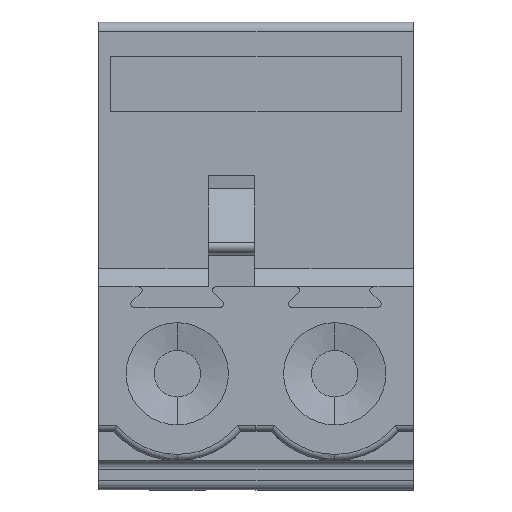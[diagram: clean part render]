
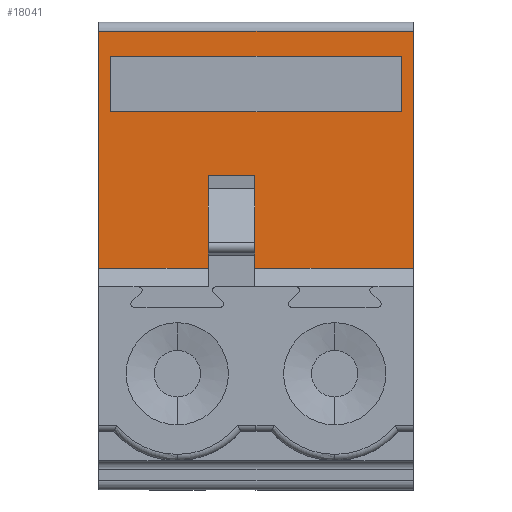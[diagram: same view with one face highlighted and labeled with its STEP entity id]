
A CAD part, front view. The second image highlights one B-rep face of the part: STEP entity #18041.
In plain terms, the highlighted planar face has unit normal (0, -1, 0).
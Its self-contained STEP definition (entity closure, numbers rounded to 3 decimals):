
#580 = EDGE_CURVE ( 'NONE', #20320, #12624, #26148, .T. ) ;
#948 = EDGE_CURVE ( 'NONE', #13216, #8276, #12210, .T. ) ;
#972 = CARTESIAN_POINT ( 'NONE',  ( 5.04, 8.8, 10.15 ) ) ;
#1100 = EDGE_CURVE ( 'NONE', #23268, #13216, #19185, .T. ) ;
#1328 = CARTESIAN_POINT ( 'NONE',  ( 10.16, 8.8, 14.8 ) ) ;
#1548 = VECTOR ( 'NONE', #13067, 1000. ) ;
#1846 = LINE ( 'NONE', #16498, #24825 ) ;
#2067 = CARTESIAN_POINT ( 'NONE',  ( 5.04, 8.8, 7.15 ) ) ;
#2091 = VECTOR ( 'NONE', #5614, 1000. ) ;
#2448 = EDGE_CURVE ( 'NONE', #7809, #7839, #13658, .T. ) ;
#2708 = ORIENTED_EDGE ( 'NONE', *, *, #9323, .F. ) ;
#2809 = ORIENTED_EDGE ( 'NONE', *, *, #14395, .T. ) ;
#3084 = DIRECTION ( 'NONE',  ( -1., 0., 0. ) ) ;
#3956 = CARTESIAN_POINT ( 'NONE',  ( 10.16, 8.8, 7.15 ) ) ;
#4255 = DIRECTION ( 'NONE',  ( 0., 0., -1. ) ) ;
#4476 = CARTESIAN_POINT ( 'NONE',  ( 3.54, 8.8, 10.15 ) ) ;
#5087 = ORIENTED_EDGE ( 'NONE', *, *, #21226, .T. ) ;
#5153 = VECTOR ( 'NONE', #7482, 1000. ) ;
#5173 = LINE ( 'NONE', #9344, #17888 ) ;
#5486 = DIRECTION ( 'NONE',  ( 0., -1., 0. ) ) ;
#5508 = CARTESIAN_POINT ( 'NONE',  ( 5.04, 8.8, 10.15 ) ) ;
#5612 = LINE ( 'NONE', #9783, #11692 ) ;
#5614 = DIRECTION ( 'NONE',  ( -1., 0., 0. ) ) ;
#6103 = VECTOR ( 'NONE', #26593, 1000. ) ;
#6121 = EDGE_LOOP ( 'NONE', ( #14016, #2809, #5087, #22465 ) ) ;
#6777 = CARTESIAN_POINT ( 'NONE',  ( 9.76, 8.8, 14. ) ) ;
#7088 = DIRECTION ( 'NONE',  ( 0., 0., 1. ) ) ;
#7482 = DIRECTION ( 'NONE',  ( 0., 0., -1. ) ) ;
#7809 = VERTEX_POINT ( 'NONE', #24749 ) ;
#7839 = VERTEX_POINT ( 'NONE', #12613 ) ;
#8276 = VERTEX_POINT ( 'NONE', #24283 ) ;
#8641 = ORIENTED_EDGE ( 'NONE', *, *, #580, .T. ) ;
#9261 = CARTESIAN_POINT ( 'NONE',  ( 10.16, 8.8, 7.15 ) ) ;
#9323 = EDGE_CURVE ( 'NONE', #20320, #23753, #5612, .T. ) ;
#9344 = CARTESIAN_POINT ( 'NONE',  ( 10.16, 8.8, 7.15 ) ) ;
#9572 = CARTESIAN_POINT ( 'NONE',  ( 0., 8.8, 14.8 ) ) ;
#9783 = CARTESIAN_POINT ( 'NONE',  ( 5.04, 8.8, 10.15 ) ) ;
#10304 = EDGE_CURVE ( 'NONE', #23753, #18958, #12647, .T. ) ;
#10498 = DIRECTION ( 'NONE',  ( -1., 0., 0. ) ) ;
#10632 = CARTESIAN_POINT ( 'NONE',  ( 12.13, 8.8, 12.2 ) ) ;
#11566 = DIRECTION ( 'NONE',  ( 0., 0., -1. ) ) ;
#11692 = VECTOR ( 'NONE', #3084, 1000. ) ;
#12210 = LINE ( 'NONE', #26643, #2091 ) ;
#12613 = CARTESIAN_POINT ( 'NONE',  ( 0.4, 8.8, 12.2 ) ) ;
#12624 = VERTEX_POINT ( 'NONE', #2067 ) ;
#12647 = LINE ( 'NONE', #24922, #26399 ) ;
#13067 = DIRECTION ( 'NONE',  ( -1., 0., 0. ) ) ;
#13216 = VERTEX_POINT ( 'NONE', #23060 ) ;
#13329 = EDGE_CURVE ( 'NONE', #16297, #7809, #15348, .T. ) ;
#13554 = PLANE ( 'NONE',  #19712 ) ;
#13658 = LINE ( 'NONE', #22013, #5153 ) ;
#13823 = DIRECTION ( 'NONE',  ( 0., 0., -1. ) ) ;
#14016 = ORIENTED_EDGE ( 'NONE', *, *, #13329, .F. ) ;
#14036 = LINE ( 'NONE', #3956, #6103 ) ;
#14395 = EDGE_CURVE ( 'NONE', #16297, #18110, #1846, .T. ) ;
#14969 = VECTOR ( 'NONE', #7088, 1000. ) ;
#15348 = LINE ( 'NONE', #15485, #1548 ) ;
#15383 = EDGE_CURVE ( 'NONE', #23268, #12624, #5173, .T. ) ;
#15485 = CARTESIAN_POINT ( 'NONE',  ( 12.13, 8.8, 14. ) ) ;
#15706 = FACE_OUTER_BOUND ( 'NONE', #19141, .T. ) ;
#16297 = VERTEX_POINT ( 'NONE', #6777 ) ;
#16417 = DIRECTION ( 'NONE',  ( 0., 0., -1. ) ) ;
#16498 = CARTESIAN_POINT ( 'NONE',  ( 9.76, 8.8, 14. ) ) ;
#17232 = VECTOR ( 'NONE', #10498, 1000. ) ;
#17385 = LINE ( 'NONE', #9572, #18951 ) ;
#17472 = FACE_BOUND ( 'NONE', #6121, .T. ) ;
#17672 = DIRECTION ( 'NONE',  ( -1., 0., 0. ) ) ;
#17686 = CARTESIAN_POINT ( 'NONE',  ( 10.16, 8.8, 14.8 ) ) ;
#17888 = VECTOR ( 'NONE', #17672, 1000. ) ;
#18041 = ADVANCED_FACE ( 'NONE', ( #17472, #15706 ), #13554, .T. ) ;
#18110 = VERTEX_POINT ( 'NONE', #21521 ) ;
#18453 = ORIENTED_EDGE ( 'NONE', *, *, #15383, .F. ) ;
#18951 = VECTOR ( 'NONE', #23719, 1000. ) ;
#18958 = VERTEX_POINT ( 'NONE', #25039 ) ;
#19141 = EDGE_LOOP ( 'NONE', ( #2708, #8641, #18453, #22664, #26174, #25664, #20162, #20978 ) ) ;
#19185 = LINE ( 'NONE', #17686, #14969 ) ;
#19712 = AXIS2_PLACEMENT_3D ( 'NONE', #1328, #5486, #13823 ) ;
#20161 = EDGE_CURVE ( 'NONE', #18958, #25116, #14036, .T. ) ;
#20162 = ORIENTED_EDGE ( 'NONE', *, *, #20161, .F. ) ;
#20320 = VERTEX_POINT ( 'NONE', #972 ) ;
#20978 = ORIENTED_EDGE ( 'NONE', *, *, #10304, .F. ) ;
#21049 = EDGE_CURVE ( 'NONE', #25116, #8276, #17385, .T. ) ;
#21226 = EDGE_CURVE ( 'NONE', #18110, #7839, #23161, .T. ) ;
#21521 = CARTESIAN_POINT ( 'NONE',  ( 9.76, 8.8, 12.2 ) ) ;
#22013 = CARTESIAN_POINT ( 'NONE',  ( 0.4, 8.8, 14. ) ) ;
#22465 = ORIENTED_EDGE ( 'NONE', *, *, #2448, .F. ) ;
#22664 = ORIENTED_EDGE ( 'NONE', *, *, #1100, .T. ) ;
#23060 = CARTESIAN_POINT ( 'NONE',  ( 10.16, 8.8, 14.8 ) ) ;
#23161 = LINE ( 'NONE', #10632, #17232 ) ;
#23268 = VERTEX_POINT ( 'NONE', #9261 ) ;
#23719 = DIRECTION ( 'NONE',  ( 0., 0., 1. ) ) ;
#23753 = VERTEX_POINT ( 'NONE', #4476 ) ;
#24283 = CARTESIAN_POINT ( 'NONE',  ( 0., 8.8, 14.8 ) ) ;
#24749 = CARTESIAN_POINT ( 'NONE',  ( 0.4, 8.8, 14. ) ) ;
#24825 = VECTOR ( 'NONE', #4255, 1000. ) ;
#24922 = CARTESIAN_POINT ( 'NONE',  ( 3.54, 8.8, 10.15 ) ) ;
#25039 = CARTESIAN_POINT ( 'NONE',  ( 3.54, 8.8, 7.15 ) ) ;
#25116 = VERTEX_POINT ( 'NONE', #25904 ) ;
#25664 = ORIENTED_EDGE ( 'NONE', *, *, #21049, .F. ) ;
#25904 = CARTESIAN_POINT ( 'NONE',  ( 0., 8.8, 7.15 ) ) ;
#26148 = LINE ( 'NONE', #5508, #26596 ) ;
#26174 = ORIENTED_EDGE ( 'NONE', *, *, #948, .T. ) ;
#26399 = VECTOR ( 'NONE', #16417, 1000. ) ;
#26593 = DIRECTION ( 'NONE',  ( -1., 0., 0. ) ) ;
#26596 = VECTOR ( 'NONE', #11566, 1000. ) ;
#26643 = CARTESIAN_POINT ( 'NONE',  ( 10.16, 8.8, 14.8 ) ) ;
